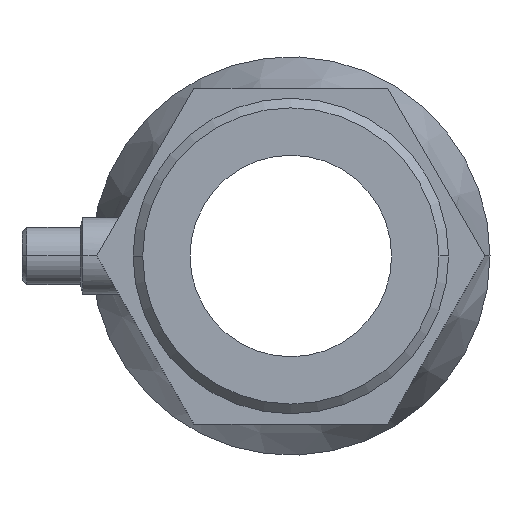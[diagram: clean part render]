
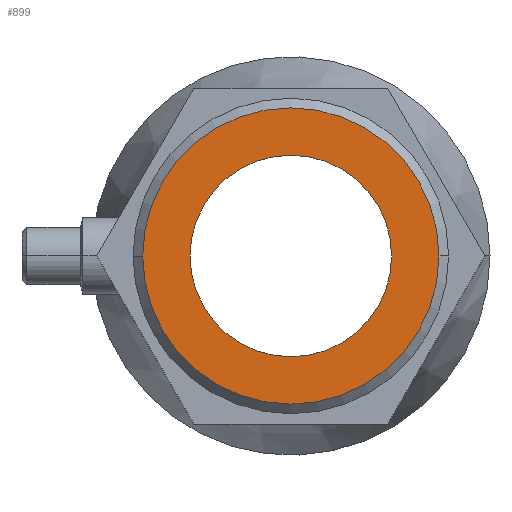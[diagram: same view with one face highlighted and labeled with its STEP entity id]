
A CAD part, left-side view. The second image highlights one B-rep face of the part: STEP entity #899.
In plain terms, the highlighted planar face has unit normal (-1, 0, 0).
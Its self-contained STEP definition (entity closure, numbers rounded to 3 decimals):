
#495 = EDGE_CURVE( '', #801, #595, #1156, .T. );
#513 = EDGE_CURVE( '', #595, #801, #1178, .T. );
#521 = EDGE_CURVE( '', #651, #953, #1187, .T. );
#595 = VERTEX_POINT( '', #1271 );
#651 = VERTEX_POINT( '', #1336 );
#801 = VERTEX_POINT( '', #1503 );
#899 = ADVANCED_FACE( '', ( #1614, #1615 ), #1616, .T. );
#947 = EDGE_CURVE( '', #953, #651, #1670, .T. );
#953 = VERTEX_POINT( '', #1678 );
#1156 = CIRCLE( '', #2050, 30.863 );
#1178 = CIRCLE( '', #2092, 30.863 );
#1187 = CIRCLE( '', #2106, 21. );
#1271 = CARTESIAN_POINT( '', ( -126., 30.863, 0. ) );
#1336 = CARTESIAN_POINT( '', ( -126., -21., 0. ) );
#1503 = CARTESIAN_POINT( '', ( -126., -30.863, 0. ) );
#1614 = FACE_BOUND( '', #2869, .T. );
#1615 = FACE_OUTER_BOUND( '', #2870, .T. );
#1616 = PLANE( '', #2871 );
#1670 = CIRCLE( '', #3019, 21. );
#1678 = CARTESIAN_POINT( '', ( -126., 21., 0. ) );
#2050 = AXIS2_PLACEMENT_3D( '', #3243, #3244, #3245 );
#2092 = AXIS2_PLACEMENT_3D( '', #3280, #3281, #3282 );
#2106 = AXIS2_PLACEMENT_3D( '', #3293, #3294, #3295 );
#2869 = EDGE_LOOP( '', ( #3789, #3790 ) );
#2870 = EDGE_LOOP( '', ( #3791, #3792 ) );
#2871 = AXIS2_PLACEMENT_3D( '', #3793, #3794, #3795 );
#3019 = AXIS2_PLACEMENT_3D( '', #3874, #3875, #3876 );
#3243 = CARTESIAN_POINT( '', ( -126., 0., 0. ) );
#3244 = DIRECTION( '', ( -1., 0., 0. ) );
#3245 = DIRECTION( '', ( 0., 1., 0. ) );
#3280 = CARTESIAN_POINT( '', ( -126., 0., 0. ) );
#3281 = DIRECTION( '', ( -1., 0., 0. ) );
#3282 = DIRECTION( '', ( 0., 1., 0. ) );
#3293 = CARTESIAN_POINT( '', ( -126., 0., 0. ) );
#3294 = DIRECTION( '', ( 1., 0., 0. ) );
#3295 = DIRECTION( '', ( 0., 1., 0. ) );
#3789 = ORIENTED_EDGE( '', *, *, #947, .T. );
#3790 = ORIENTED_EDGE( '', *, *, #521, .T. );
#3791 = ORIENTED_EDGE( '', *, *, #513, .T. );
#3792 = ORIENTED_EDGE( '', *, *, #495, .T. );
#3793 = CARTESIAN_POINT( '', ( -126., 15.431, 0. ) );
#3794 = DIRECTION( '', ( -1., 0., 0. ) );
#3795 = DIRECTION( '', ( 0., 1., 0. ) );
#3874 = CARTESIAN_POINT( '', ( -126., 0., 0. ) );
#3875 = DIRECTION( '', ( 1., 0., 0. ) );
#3876 = DIRECTION( '', ( 0., 1., 0. ) );
